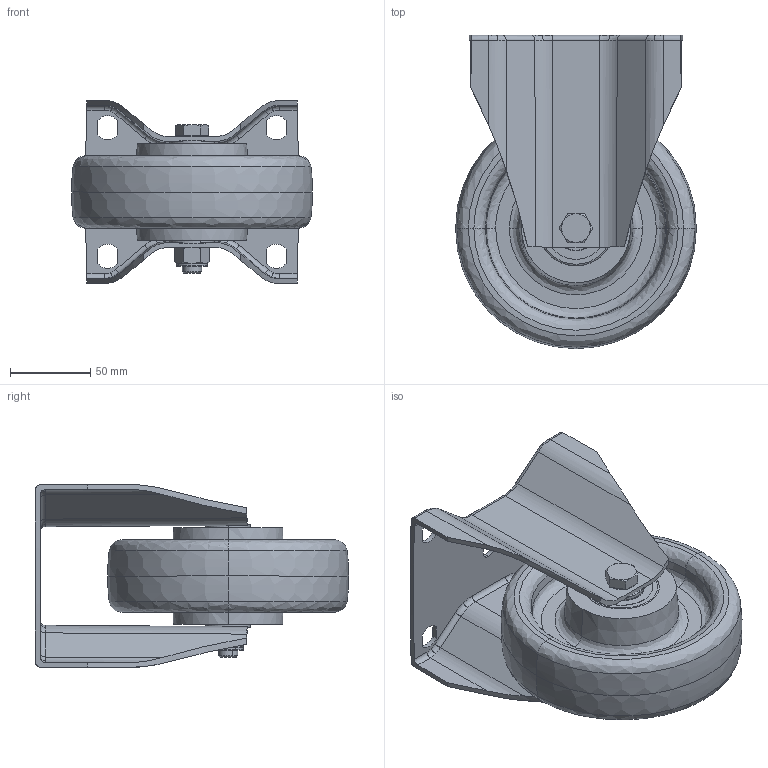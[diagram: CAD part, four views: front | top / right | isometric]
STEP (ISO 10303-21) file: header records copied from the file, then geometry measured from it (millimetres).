
FILE_DESCRIPTION (( 'STEP AP214' ), '1' );
FILE_NAME ('0029867_B-MV-PAM-150-K_(A-01).step', '2019-02-21T09:48:43', ( '' ), ( '' ), 'SwSTEP 2.0', 'SolidWorks 2018', '' );
FILE_SCHEMA (( 'AUTOMOTIVE_DESIGN' ));
Length unit declared in the file: millimetre
Products named in the file (1): 0029867_B-MV-PAM-150-K_(A-01)
Bounding box: 150 x 195 x 114.1 mm (x, y, z)
Surface area: 172022.4 mm2 (no closed solid volume)
Topology: 0 solids, 9 shells, 345 faces, 850 edges, 530 vertices
Faces by surface type: plane 125, cylinder 94, bspline 52, cone 38, torus 36
Entity records: 15820 total; most frequent: CARTESIAN_POINT 4163, ORIENTED_EDGE 1684, DIRECTION 1596, EDGE_CURVE 850, AXIS2_PLACEMENT_3D 632, VERTEX_POINT 530, EDGE_LOOP 380, UNCERTAINTY_MEASURE_WITH_UNIT 352
